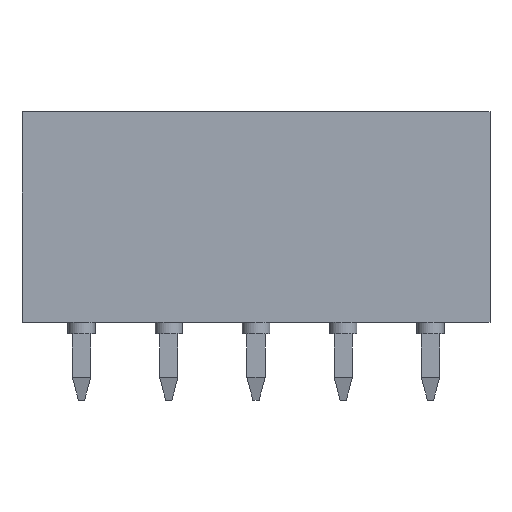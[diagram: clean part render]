
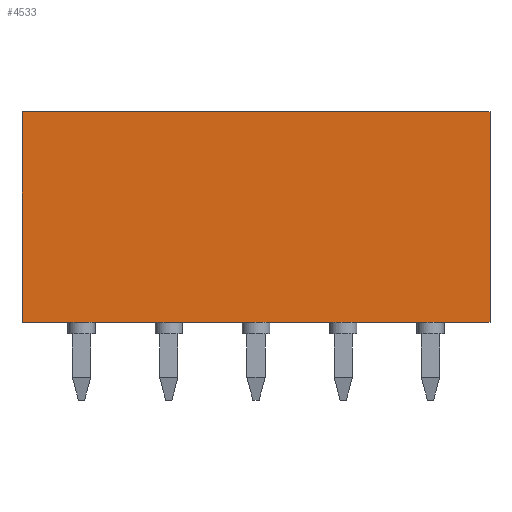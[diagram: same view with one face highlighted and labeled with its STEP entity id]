
A CAD part, front view. The second image highlights one B-rep face of the part: STEP entity #4533.
In plain terms, the highlighted planar face has unit normal (0, -1, 0).
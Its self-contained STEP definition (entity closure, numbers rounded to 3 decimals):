
#4494=CARTESIAN_POINT('',(-11.242,-3.,9.66));
#4495=DIRECTION('',(0.0,-1.0,0.0));
#4496=DIRECTION('',(1.0,0.0,0.0));
#4497=AXIS2_PLACEMENT_3D('',#4494,#4495,#4496);
#4498=PLANE('',#4497);
#4499=CARTESIAN_POINT('',(-10.22,-3.,0.));
#4500=VERTEX_POINT('',#4499);
#4501=CARTESIAN_POINT('',(10.22,-3.,0.));
#4502=VERTEX_POINT('',#4501);
#4503=CARTESIAN_POINT('',(-10.22,-3.,0.));
#4504=DIRECTION('',(1.0,0.0,0.0));
#4505=VECTOR('',#4504,20.44);
#4506=LINE('',#4503,#4505);
#4507=EDGE_CURVE('',#4500,#4502,#4506,.T.);
#4508=ORIENTED_EDGE('',*,*,#4507,.T.);
#4509=CARTESIAN_POINT('',(10.22,-3.,9.2));
#4510=VERTEX_POINT('',#4509);
#4511=CARTESIAN_POINT('',(10.22,-3.,0.));
#4512=DIRECTION('',(0.0,0.0,1.0));
#4513=VECTOR('',#4512,9.2);
#4514=LINE('',#4511,#4513);
#4515=EDGE_CURVE('',#4502,#4510,#4514,.T.);
#4516=ORIENTED_EDGE('',*,*,#4515,.T.);
#4517=CARTESIAN_POINT('',(-10.22,-3.,9.2));
#4518=VERTEX_POINT('',#4517);
#4519=CARTESIAN_POINT('',(10.22,-3.,9.2));
#4520=DIRECTION('',(-1.0,0.0,0.0));
#4521=VECTOR('',#4520,20.44);
#4522=LINE('',#4519,#4521);
#4523=EDGE_CURVE('',#4510,#4518,#4522,.T.);
#4524=ORIENTED_EDGE('',*,*,#4523,.T.);
#4525=CARTESIAN_POINT('',(-10.22,-3.,0.));
#4526=DIRECTION('',(0.0,0.0,1.0));
#4527=VECTOR('',#4526,9.2);
#4528=LINE('',#4525,#4527);
#4529=EDGE_CURVE('',#4500,#4518,#4528,.T.);
#4530=ORIENTED_EDGE('',*,*,#4529,.F.);
#4531=EDGE_LOOP('',(#4508,#4516,#4524,#4530));
#4532=FACE_OUTER_BOUND('',#4531,.T.);
#4533=ADVANCED_FACE('',(#4532),#4498,.T.);
